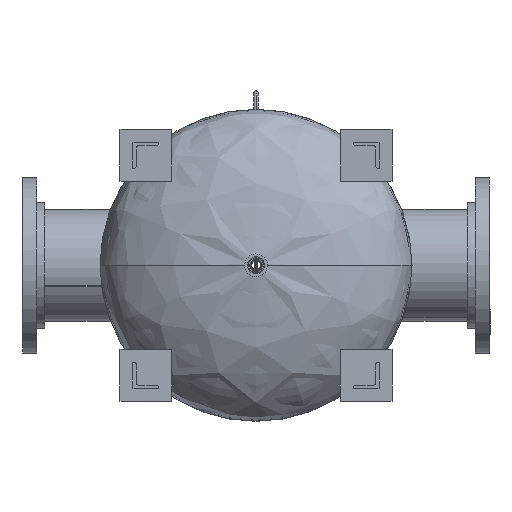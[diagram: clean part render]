
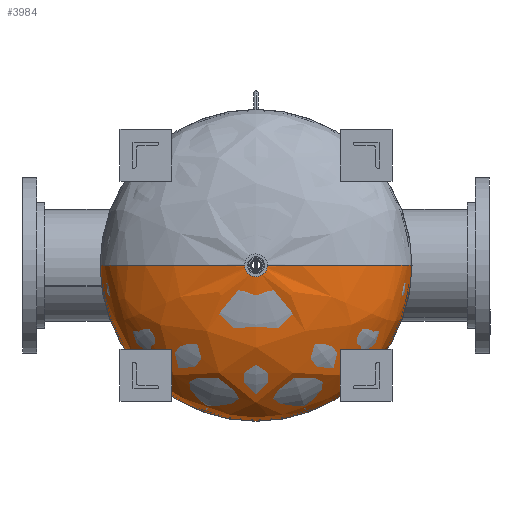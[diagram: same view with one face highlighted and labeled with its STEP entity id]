
A CAD part, front view. The second image highlights one B-rep face of the part: STEP entity #3984.
In plain terms, the highlighted free-form (B-spline) face has degree [3, 3] with [4, 4] control points.
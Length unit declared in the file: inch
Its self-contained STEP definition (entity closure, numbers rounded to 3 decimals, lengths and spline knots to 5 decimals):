
#33 = CARTESIAN_POINT ( 'NONE',  ( 12., 3.94435, -24. ) ) ;
#36 = CARTESIAN_POINT ( 'NONE',  ( -7.42262, 6.4111, 0. ) ) ;
#173 = CARTESIAN_POINT ( 'NONE',  ( 0., 6.62262, 0. ) ) ;
#1792 = AXIS2_PLACEMENT_3D ( 'NONE', #8729, #12427, #4793 ) ;
#1821 = VERTEX_POINT ( 'NONE', #3646 ) ;
#3038 =( BOUNDED_SURFACE ( )  B_SPLINE_SURFACE ( 3, 3, ( 
 ( #10903, #8572, #15822, #9862 ),
 ( #5920, #7358, #12270, #7204 ),
 ( #6153, #6238, #33, #4798 ),
 ( #3754, #11150, #14617, #4650 ) ),
 .UNSPECIFIED., .F., .F., .F. ) 
 B_SPLINE_SURFACE_WITH_KNOTS ( ( 4, 4 ),
 ( 4, 4 ),
 ( 0., 1. ),
 ( 0., 1. ),
 .UNSPECIFIED. ) 
 GEOMETRIC_REPRESENTATION_ITEM ( )  RATIONAL_B_SPLINE_SURFACE ( (
 ( 1., 0.333, 0.333, 1.),
 ( 0.819, 0.273, 0.273, 0.819),
 ( 0.819, 0.273, 0.273, 0.819),
 ( 1., 0.333, 0.333, 1.) ) ) 
 REPRESENTATION_ITEM ( '' )  SURFACE ( )  );
#3646 = CARTESIAN_POINT ( 'NONE',  ( 0., 6.62262, -0.75 ) ) ;
#3754 = CARTESIAN_POINT ( 'NONE',  ( -12., 0.56, 0. ) ) ;
#3984 = ADVANCED_FACE ( 'NONE', ( #7126 ), #3038, .F. ) ;
#4650 = CARTESIAN_POINT ( 'NONE',  ( 12., 0.56, 0. ) ) ;
#4724 = CARTESIAN_POINT ( 'NONE',  ( -12., 3.94435, 0. ) ) ;
#4793 = DIRECTION ( 'NONE',  ( 1., 0., 0. ) ) ;
#4798 = CARTESIAN_POINT ( 'NONE',  ( 12., 3.94435, 0. ) ) ;
#4840 = CARTESIAN_POINT ( 'NONE',  ( 7.42262, 6.4111, 0. ) ) ;
#5062 = EDGE_CURVE ( 'NONE', #13283, #11429, #13522, .T. ) ;
#5099 = DIRECTION ( 'NONE',  ( 1., 0., 0. ) ) ;
#5920 = CARTESIAN_POINT ( 'NONE',  ( -7.42262, 6.4111, 0. ) ) ;
#5921 = CARTESIAN_POINT ( 'NONE',  ( -12., 0.56, 0. ) ) ;
#5944 = CIRCLE ( 'NONE', #14139, 12. ) ;
#6152 = EDGE_CURVE ( 'NONE', #15416, #10282, #12908, .T. ) ;
#6153 = CARTESIAN_POINT ( 'NONE',  ( -12., 3.94435, 0. ) ) ;
#6238 = CARTESIAN_POINT ( 'NONE',  ( -12., 3.94435, -24. ) ) ;
#6658 = CARTESIAN_POINT ( 'NONE',  ( -0.75, 6.62262, 0. ) ) ;
#6673 = CARTESIAN_POINT ( 'NONE',  ( 0.75, 6.62262, 0. ) ) ;
#6674 = CIRCLE ( 'NONE', #1792, 0.75 ) ;
#6922 = ORIENTED_EDGE ( 'NONE', *, *, #7124, .F. ) ;
#7124 = EDGE_CURVE ( 'NONE', #1821, #15416, #12608, .T. ) ;
#7126 = FACE_OUTER_BOUND ( 'NONE', #8736, .T. ) ;
#7204 = CARTESIAN_POINT ( 'NONE',  ( 7.42262, 6.4111, 0. ) ) ;
#7358 = CARTESIAN_POINT ( 'NONE',  ( -7.42262, 6.4111, -14.84524 ) ) ;
#7403 = CARTESIAN_POINT ( 'NONE',  ( 12., 0.56, 0. ) ) ;
#7502 = DIRECTION ( 'NONE',  ( 1., 0., 0. ) ) ;
#8493 = CARTESIAN_POINT ( 'NONE',  ( -0.75, 6.62262, 0. ) ) ;
#8572 = CARTESIAN_POINT ( 'NONE',  ( -0.75, 6.62262, -1.5 ) ) ;
#8701 = CARTESIAN_POINT ( 'NONE',  ( 12., 3.94435, 0. ) ) ;
#8729 = CARTESIAN_POINT ( 'NONE',  ( 0., 6.62262, 0. ) ) ;
#8736 = EDGE_LOOP ( 'NONE', ( #9730, #6922, #10177, #8816, #15177 ) ) ;
#8804 = EDGE_CURVE ( 'NONE', #13283, #1821, #6674, .T. ) ;
#8816 = ORIENTED_EDGE ( 'NONE', *, *, #5062, .T. ) ;
#9483 = EDGE_CURVE ( 'NONE', #10282, #11429, #5944, .T. ) ;
#9730 = ORIENTED_EDGE ( 'NONE', *, *, #6152, .F. ) ;
#9862 = CARTESIAN_POINT ( 'NONE',  ( 0.75, 6.62262, 0. ) ) ;
#10177 = ORIENTED_EDGE ( 'NONE', *, *, #8804, .F. ) ;
#10282 = VERTEX_POINT ( 'NONE', #12187 ) ;
#10903 = CARTESIAN_POINT ( 'NONE',  ( -0.75, 6.62262, 0. ) ) ;
#11150 = CARTESIAN_POINT ( 'NONE',  ( -12., 0.56, -24. ) ) ;
#11429 = VERTEX_POINT ( 'NONE', #13995 ) ;
#11528 = DIRECTION ( 'NONE',  ( 0., 1., 0. ) ) ;
#12187 = CARTESIAN_POINT ( 'NONE',  ( -12., 0.56, 0. ) ) ;
#12270 = CARTESIAN_POINT ( 'NONE',  ( 7.42262, 6.4111, -14.84524 ) ) ;
#12427 = DIRECTION ( 'NONE',  ( 0., 1., 0. ) ) ;
#12479 = CARTESIAN_POINT ( 'NONE',  ( 0.75, 6.62262, 0. ) ) ;
#12608 = CIRCLE ( 'NONE', #13680, 0.75 ) ;
#12908 =( BOUNDED_CURVE ( )  B_SPLINE_CURVE ( 3, ( #8493, #36, #4724, #5921 ),
 .UNSPECIFIED., .F., .T. ) 
 B_SPLINE_CURVE_WITH_KNOTS ( ( 4, 4 ),
 ( 1.63334, 3.14159 ),
 .UNSPECIFIED. ) 
 CURVE ( )  GEOMETRIC_REPRESENTATION_ITEM ( )  RATIONAL_B_SPLINE_CURVE ( ( 1., 0.819, 0.819, 1. ) ) 
 REPRESENTATION_ITEM ( '' )  );
#13283 = VERTEX_POINT ( 'NONE', #6673 ) ;
#13522 =( BOUNDED_CURVE ( )  B_SPLINE_CURVE ( 3, ( #12479, #4840, #8701, #7403 ),
 .UNSPECIFIED., .F., .T. ) 
 B_SPLINE_CURVE_WITH_KNOTS ( ( 4, 4 ),
 ( 1.63334, 3.14159 ),
 .UNSPECIFIED. ) 
 CURVE ( )  GEOMETRIC_REPRESENTATION_ITEM ( )  RATIONAL_B_SPLINE_CURVE ( ( 1., 0.819, 0.819, 1. ) ) 
 REPRESENTATION_ITEM ( '' )  );
#13624 = CARTESIAN_POINT ( 'NONE',  ( 0., 0.56, 0. ) ) ;
#13680 = AXIS2_PLACEMENT_3D ( 'NONE', #173, #11528, #5099 ) ;
#13995 = CARTESIAN_POINT ( 'NONE',  ( 12., 0.56, 0. ) ) ;
#14139 = AXIS2_PLACEMENT_3D ( 'NONE', #13624, #14841, #7502 ) ;
#14617 = CARTESIAN_POINT ( 'NONE',  ( 12., 0.56, -24. ) ) ;
#14841 = DIRECTION ( 'NONE',  ( 0., -1., 0. ) ) ;
#15177 = ORIENTED_EDGE ( 'NONE', *, *, #9483, .F. ) ;
#15416 = VERTEX_POINT ( 'NONE', #6658 ) ;
#15822 = CARTESIAN_POINT ( 'NONE',  ( 0.75, 6.62262, -1.5 ) ) ;
